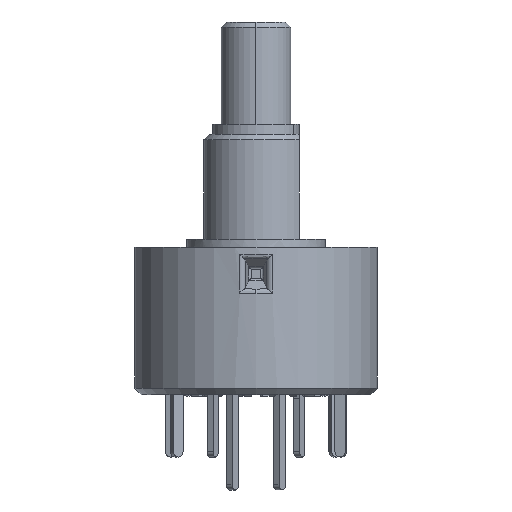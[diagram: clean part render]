
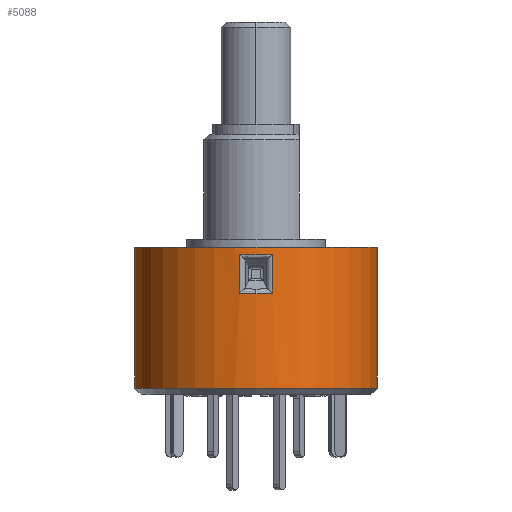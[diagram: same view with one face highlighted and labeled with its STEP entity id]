
A CAD part, left-side view. The second image highlights one B-rep face of the part: STEP entity #5088.
In plain terms, the highlighted cylindrical face has radius 7 mm (diameter 14 mm), a partial arc.
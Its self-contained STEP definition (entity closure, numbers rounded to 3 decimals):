
#100 = ORIENTED_EDGE ( 'NONE', *, *, #12764, .T. ) ;
#381 = VECTOR ( 'NONE', #4176, 1000. ) ;
#462 = VERTEX_POINT ( 'NONE', #10615 ) ;
#668 = CARTESIAN_POINT ( 'NONE',  ( -6.937, 0.938, -3.094 ) ) ;
#694 = ORIENTED_EDGE ( 'NONE', *, *, #13343, .T. ) ;
#777 = DIRECTION ( 'NONE',  ( 0., -1., 0. ) ) ;
#1215 = VECTOR ( 'NONE', #7182, 1000. ) ;
#1338 = CARTESIAN_POINT ( 'NONE',  ( -6.937, -0.938, -0.888 ) ) ;
#1388 = VERTEX_POINT ( 'NONE', #1684 ) ;
#1684 = CARTESIAN_POINT ( 'NONE',  ( 0., 7., -0.45 ) ) ;
#1780 = AXIS2_PLACEMENT_3D ( 'NONE', #8103, #10565, #777 ) ;
#1864 = CARTESIAN_POINT ( 'NONE',  ( -7.021, -0.315, -0.841 ) ) ;
#1909 = CARTESIAN_POINT ( 'NONE',  ( -6.937, -0.938, -0.888 ) ) ;
#1945 = ORIENTED_EDGE ( 'NONE', *, *, #2551, .T. ) ;
#2270 = FACE_OUTER_BOUND ( 'NONE', #2520, .T. ) ;
#2476 = DIRECTION ( 'NONE',  ( 0., 0., -1. ) ) ;
#2520 = EDGE_LOOP ( 'NONE', ( #15281, #11312, #694, #100 ) ) ;
#2551 = EDGE_CURVE ( 'NONE', #7683, #12007, #14562, .T. ) ;
#2645 = CARTESIAN_POINT ( 'NONE',  ( -7., 0., -3.129 ) ) ;
#2660 = CARTESIAN_POINT ( 'NONE',  ( -6.937, -0.938, -3.094 ) ) ;
#3731 = DIRECTION ( 'NONE',  ( 0., -1., 0. ) ) ;
#3804 = EDGE_LOOP ( 'NONE', ( #8825, #10316, #12459, #15091, #1945 ) ) ;
#3893 = CARTESIAN_POINT ( 'NONE',  ( -7., 0., -3.129 ) ) ;
#3925 = CARTESIAN_POINT ( 'NONE',  ( -6.937, 0.938, -3.094 ) ) ;
#3942 = CARTESIAN_POINT ( 'NONE',  ( -6.937, -0.938, -3.094 ) ) ;
#4176 = DIRECTION ( 'NONE',  ( 0., 0., -1. ) ) ;
#5088 = ADVANCED_FACE ( 'NONE', ( #2270, #15261 ), #7693, .T. ) ;
#5166 = EDGE_CURVE ( 'NONE', #11928, #7683, #6068, .T. ) ;
#5316 = CARTESIAN_POINT ( 'NONE',  ( -7., 0., -3.129 ) ) ;
#5503 = VERTEX_POINT ( 'NONE', #2645 ) ;
#6068 =( BOUNDED_CURVE ( )  B_SPLINE_CURVE ( 3, ( #6711, #10339, #1864, #1909 ),
 .UNSPECIFIED., .F., .F. ) 
 B_SPLINE_CURVE_WITH_KNOTS ( ( 4, 4 ),
 ( 3.007, 3.276 ),
 .UNSPECIFIED. ) 
 CURVE ( )  GEOMETRIC_REPRESENTATION_ITEM ( )  RATIONAL_B_SPLINE_CURVE ( ( 1., 0.994, 0.994, 1. ) ) 
 REPRESENTATION_ITEM ( '' )  );
#6136 = EDGE_CURVE ( 'NONE', #462, #8003, #7434, .T. ) ;
#6319 = CIRCLE ( 'NONE', #11100, 7. ) ;
#6711 = CARTESIAN_POINT ( 'NONE',  ( -6.937, 0.938, -0.888 ) ) ;
#6733 = CARTESIAN_POINT ( 'NONE',  ( -7., 0.314, -3.129 ) ) ;
#6738 = LINE ( 'NONE', #12602, #381 ) ;
#7029 = CARTESIAN_POINT ( 'NONE',  ( 0., 7., -8.574 ) ) ;
#7182 = DIRECTION ( 'NONE',  ( 0., 0., -1. ) ) ;
#7341 = CARTESIAN_POINT ( 'NONE',  ( 0., 0., -0.45 ) ) ;
#7434 = LINE ( 'NONE', #10853, #9701 ) ;
#7454 = LINE ( 'NONE', #12405, #9363 ) ;
#7479 = CARTESIAN_POINT ( 'NONE',  ( -6.937, 0.938, -0.888 ) ) ;
#7508 = EDGE_CURVE ( 'NONE', #5503, #14289, #11821, .T. ) ;
#7592 = CARTESIAN_POINT ( 'NONE',  ( 0., 0., -0.45 ) ) ;
#7683 = VERTEX_POINT ( 'NONE', #1338 ) ;
#7693 = CYLINDRICAL_SURFACE ( 'NONE', #15344, 7. ) ;
#8003 = VERTEX_POINT ( 'NONE', #13071 ) ;
#8103 = CARTESIAN_POINT ( 'NONE',  ( 0., 0., -8.574 ) ) ;
#8773 = DIRECTION ( 'NONE',  ( 0., 0., 1. ) ) ;
#8825 = ORIENTED_EDGE ( 'NONE', *, *, #13711, .T. ) ;
#9090 = VERTEX_POINT ( 'NONE', #7029 ) ;
#9363 = VECTOR ( 'NONE', #13636, 1000. ) ;
#9701 = VECTOR ( 'NONE', #2476, 1000. ) ;
#10316 = ORIENTED_EDGE ( 'NONE', *, *, #7508, .T. ) ;
#10339 = CARTESIAN_POINT ( 'NONE',  ( -7.021, 0.315, -0.841 ) ) ;
#10565 = DIRECTION ( 'NONE',  ( 0., 0., 1. ) ) ;
#10615 = CARTESIAN_POINT ( 'NONE',  ( 0., -7., -0.45 ) ) ;
#10778 = CIRCLE ( 'NONE', #1780, 7. ) ;
#10853 = CARTESIAN_POINT ( 'NONE',  ( 0., -7., -0.45 ) ) ;
#11100 = AXIS2_PLACEMENT_3D ( 'NONE', #7341, #8773, #3731 ) ;
#11312 = ORIENTED_EDGE ( 'NONE', *, *, #11641, .F. ) ;
#11395 = CARTESIAN_POINT ( 'NONE',  ( -6.979, 0.627, -3.117 ) ) ;
#11464 =( BOUNDED_CURVE ( )  B_SPLINE_CURVE ( 3, ( #3942, #13425, #12314, #3893 ),
 .UNSPECIFIED., .F., .F. ) 
 B_SPLINE_CURVE_WITH_KNOTS ( ( 4, 4 ),
 ( 6.149, 6.283 ),
 .UNSPECIFIED. ) 
 CURVE ( )  GEOMETRIC_REPRESENTATION_ITEM ( )  RATIONAL_B_SPLINE_CURVE ( ( 1., 0.998, 0.998, 1. ) ) 
 REPRESENTATION_ITEM ( '' )  );
#11641 = EDGE_CURVE ( 'NONE', #1388, #462, #6319, .T. ) ;
#11821 =( BOUNDED_CURVE ( )  B_SPLINE_CURVE ( 3, ( #5316, #6733, #11395, #668 ),
 .UNSPECIFIED., .F., .F. ) 
 B_SPLINE_CURVE_WITH_KNOTS ( ( 4, 4 ),
 ( 0., 0.134 ),
 .UNSPECIFIED. ) 
 CURVE ( )  GEOMETRIC_REPRESENTATION_ITEM ( )  RATIONAL_B_SPLINE_CURVE ( ( 1., 0.998, 0.998, 1. ) ) 
 REPRESENTATION_ITEM ( '' )  );
#11928 = VERTEX_POINT ( 'NONE', #7479 ) ;
#11997 = CARTESIAN_POINT ( 'NONE',  ( -6.937, -0.938, -0.45 ) ) ;
#12007 = VERTEX_POINT ( 'NONE', #2660 ) ;
#12314 = CARTESIAN_POINT ( 'NONE',  ( -7., -0.314, -3.129 ) ) ;
#12405 = CARTESIAN_POINT ( 'NONE',  ( -6.937, 0.938, -0.45 ) ) ;
#12459 = ORIENTED_EDGE ( 'NONE', *, *, #15452, .T. ) ;
#12602 = CARTESIAN_POINT ( 'NONE',  ( 0., 7., -0.45 ) ) ;
#12764 = EDGE_CURVE ( 'NONE', #9090, #8003, #10778, .T. ) ;
#13071 = CARTESIAN_POINT ( 'NONE',  ( 0., -7., -8.574 ) ) ;
#13343 = EDGE_CURVE ( 'NONE', #1388, #9090, #6738, .T. ) ;
#13425 = CARTESIAN_POINT ( 'NONE',  ( -6.979, -0.627, -3.117 ) ) ;
#13563 = DIRECTION ( 'NONE',  ( 0., 0., -1. ) ) ;
#13636 = DIRECTION ( 'NONE',  ( 0., 0., 1. ) ) ;
#13711 = EDGE_CURVE ( 'NONE', #12007, #5503, #11464, .T. ) ;
#14289 = VERTEX_POINT ( 'NONE', #3925 ) ;
#14562 = LINE ( 'NONE', #11997, #1215 ) ;
#15091 = ORIENTED_EDGE ( 'NONE', *, *, #5166, .T. ) ;
#15097 = DIRECTION ( 'NONE',  ( 0., 1., 0. ) ) ;
#15261 = FACE_BOUND ( 'NONE', #3804, .T. ) ;
#15281 = ORIENTED_EDGE ( 'NONE', *, *, #6136, .F. ) ;
#15344 = AXIS2_PLACEMENT_3D ( 'NONE', #7592, #13563, #15097 ) ;
#15452 = EDGE_CURVE ( 'NONE', #14289, #11928, #7454, .T. ) ;
